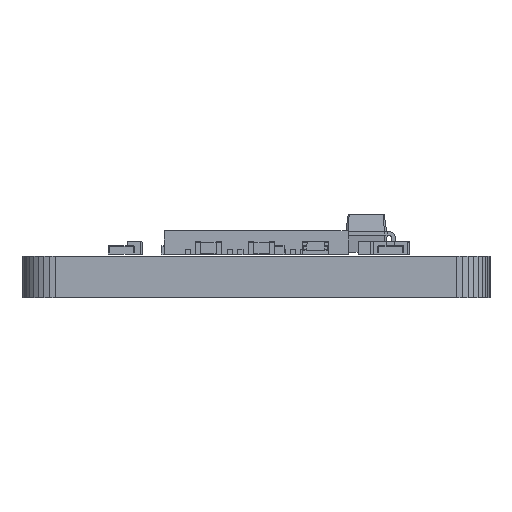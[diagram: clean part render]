
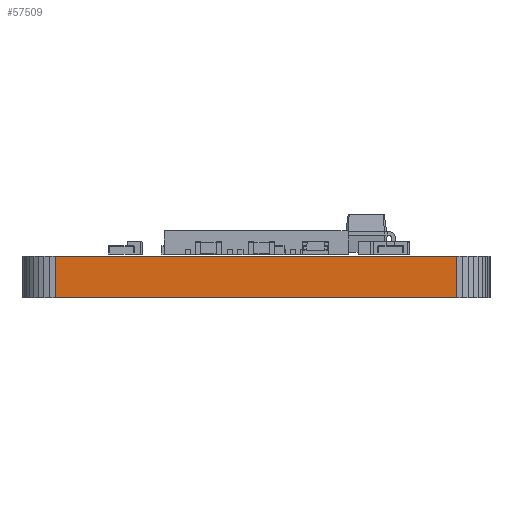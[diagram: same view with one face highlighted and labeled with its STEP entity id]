
A CAD part, front view. The second image highlights one B-rep face of the part: STEP entity #57509.
In plain terms, the highlighted planar face has unit normal (0, -1, 0).
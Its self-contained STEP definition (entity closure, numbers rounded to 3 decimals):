
#46509 = PLANE('',#46510);
#46510 = AXIS2_PLACEMENT_3D('',#46511,#46512,#46513);
#46511 = CARTESIAN_POINT('',(-0.006,5.482,1.58));
#46512 = DIRECTION('',(-0.,-0.,-1.));
#46513 = DIRECTION('',(-1.,0.,0.));
#46563 = PLANE('',#46564);
#46564 = AXIS2_PLACEMENT_3D('',#46565,#46566,#46567);
#46565 = CARTESIAN_POINT('',(-0.006,5.482,0.));
#46566 = DIRECTION('',(-0.,-0.,-1.));
#46567 = DIRECTION('',(-1.,0.,0.));
#47764 = VERTEX_POINT('',#47765);
#47765 = CARTESIAN_POINT('',(7.614,-12.497,0.));
#47779 = PLANE('',#47780);
#47780 = AXIS2_PLACEMENT_3D('',#47781,#47782,#47783);
#47781 = CARTESIAN_POINT('',(7.834,-12.477,0.));
#47782 = DIRECTION('',(0.087,-0.996,0.));
#47783 = DIRECTION('',(-0.996,-0.087,0.));
#47791 = EDGE_CURVE('',#47764,#47792,#47794,.T.);
#47792 = VERTEX_POINT('',#47793);
#47793 = CARTESIAN_POINT('',(-7.626,-12.497,0.));
#47794 = SURFACE_CURVE('',#47795,(#47799,#47806),.PCURVE_S1.);
#47795 = LINE('',#47796,#47797);
#47796 = CARTESIAN_POINT('',(7.614,-12.497,0.));
#47797 = VECTOR('',#47798,1.);
#47798 = DIRECTION('',(-1.,0.,0.));
#47799 = PCURVE('',#46563,#47800);
#47800 = DEFINITIONAL_REPRESENTATION('',(#47801),#47805);
#47801 = LINE('',#47802,#47803);
#47802 = CARTESIAN_POINT('',(-7.62,-17.978));
#47803 = VECTOR('',#47804,1.);
#47804 = DIRECTION('',(1.,0.));
#47805 = ( GEOMETRIC_REPRESENTATION_CONTEXT(2) 
PARAMETRIC_REPRESENTATION_CONTEXT() REPRESENTATION_CONTEXT('2D SPACE',''
  ) );
#47806 = PCURVE('',#47807,#47812);
#47807 = PLANE('',#47808);
#47808 = AXIS2_PLACEMENT_3D('',#47809,#47810,#47811);
#47809 = CARTESIAN_POINT('',(7.614,-12.497,0.));
#47810 = DIRECTION('',(0.,-1.,0.));
#47811 = DIRECTION('',(-1.,0.,0.));
#47812 = DEFINITIONAL_REPRESENTATION('',(#47813),#47817);
#47813 = LINE('',#47814,#47815);
#47814 = CARTESIAN_POINT('',(0.,-0.));
#47815 = VECTOR('',#47816,1.);
#47816 = DIRECTION('',(1.,0.));
#47817 = ( GEOMETRIC_REPRESENTATION_CONTEXT(2) 
PARAMETRIC_REPRESENTATION_CONTEXT() REPRESENTATION_CONTEXT('2D SPACE',''
  ) );
#47835 = PLANE('',#47836);
#47836 = AXIS2_PLACEMENT_3D('',#47837,#47838,#47839);
#47837 = CARTESIAN_POINT('',(-7.626,-12.497,0.));
#47838 = DIRECTION('',(-0.087,-0.996,0.));
#47839 = DIRECTION('',(-0.996,0.087,0.));
#52878 = VERTEX_POINT('',#52879);
#52879 = CARTESIAN_POINT('',(7.614,-12.497,1.58));
#52900 = EDGE_CURVE('',#52878,#52901,#52903,.T.);
#52901 = VERTEX_POINT('',#52902);
#52902 = CARTESIAN_POINT('',(-7.626,-12.497,1.58));
#52903 = SURFACE_CURVE('',#52904,(#52908,#52915),.PCURVE_S1.);
#52904 = LINE('',#52905,#52906);
#52905 = CARTESIAN_POINT('',(7.614,-12.497,1.58));
#52906 = VECTOR('',#52907,1.);
#52907 = DIRECTION('',(-1.,0.,0.));
#52908 = PCURVE('',#46509,#52909);
#52909 = DEFINITIONAL_REPRESENTATION('',(#52910),#52914);
#52910 = LINE('',#52911,#52912);
#52911 = CARTESIAN_POINT('',(-7.62,-17.978));
#52912 = VECTOR('',#52913,1.);
#52913 = DIRECTION('',(1.,0.));
#52914 = ( GEOMETRIC_REPRESENTATION_CONTEXT(2) 
PARAMETRIC_REPRESENTATION_CONTEXT() REPRESENTATION_CONTEXT('2D SPACE',''
  ) );
#52915 = PCURVE('',#47807,#52916);
#52916 = DEFINITIONAL_REPRESENTATION('',(#52917),#52921);
#52917 = LINE('',#52918,#52919);
#52918 = CARTESIAN_POINT('',(0.,-1.58));
#52919 = VECTOR('',#52920,1.);
#52920 = DIRECTION('',(1.,0.));
#52921 = ( GEOMETRIC_REPRESENTATION_CONTEXT(2) 
PARAMETRIC_REPRESENTATION_CONTEXT() REPRESENTATION_CONTEXT('2D SPACE',''
  ) );
#57459 = EDGE_CURVE('',#47792,#52901,#57460,.T.);
#57460 = SURFACE_CURVE('',#57461,(#57465,#57472),.PCURVE_S1.);
#57461 = LINE('',#57462,#57463);
#57462 = CARTESIAN_POINT('',(-7.626,-12.497,0.));
#57463 = VECTOR('',#57464,1.);
#57464 = DIRECTION('',(0.,0.,1.));
#57465 = PCURVE('',#47835,#57466);
#57466 = DEFINITIONAL_REPRESENTATION('',(#57467),#57471);
#57467 = LINE('',#57468,#57469);
#57468 = CARTESIAN_POINT('',(0.,0.));
#57469 = VECTOR('',#57470,1.);
#57470 = DIRECTION('',(0.,-1.));
#57471 = ( GEOMETRIC_REPRESENTATION_CONTEXT(2) 
PARAMETRIC_REPRESENTATION_CONTEXT() REPRESENTATION_CONTEXT('2D SPACE',''
  ) );
#57472 = PCURVE('',#47807,#57473);
#57473 = DEFINITIONAL_REPRESENTATION('',(#57474),#57478);
#57474 = LINE('',#57475,#57476);
#57475 = CARTESIAN_POINT('',(15.24,0.));
#57476 = VECTOR('',#57477,1.);
#57477 = DIRECTION('',(0.,-1.));
#57478 = ( GEOMETRIC_REPRESENTATION_CONTEXT(2) 
PARAMETRIC_REPRESENTATION_CONTEXT() REPRESENTATION_CONTEXT('2D SPACE',''
  ) );
#57509 = ADVANCED_FACE('',(#57510),#47807,.T.);
#57510 = FACE_BOUND('',#57511,.T.);
#57511 = EDGE_LOOP('',(#57512,#57533,#57534,#57535));
#57512 = ORIENTED_EDGE('',*,*,#57513,.T.);
#57513 = EDGE_CURVE('',#47764,#52878,#57514,.T.);
#57514 = SURFACE_CURVE('',#57515,(#57519,#57526),.PCURVE_S1.);
#57515 = LINE('',#57516,#57517);
#57516 = CARTESIAN_POINT('',(7.614,-12.497,0.));
#57517 = VECTOR('',#57518,1.);
#57518 = DIRECTION('',(0.,0.,1.));
#57519 = PCURVE('',#47807,#57520);
#57520 = DEFINITIONAL_REPRESENTATION('',(#57521),#57525);
#57521 = LINE('',#57522,#57523);
#57522 = CARTESIAN_POINT('',(0.,-0.));
#57523 = VECTOR('',#57524,1.);
#57524 = DIRECTION('',(0.,-1.));
#57525 = ( GEOMETRIC_REPRESENTATION_CONTEXT(2) 
PARAMETRIC_REPRESENTATION_CONTEXT() REPRESENTATION_CONTEXT('2D SPACE',''
  ) );
#57526 = PCURVE('',#47779,#57527);
#57527 = DEFINITIONAL_REPRESENTATION('',(#57528),#57532);
#57528 = LINE('',#57529,#57530);
#57529 = CARTESIAN_POINT('',(0.221,0.));
#57530 = VECTOR('',#57531,1.);
#57531 = DIRECTION('',(0.,-1.));
#57532 = ( GEOMETRIC_REPRESENTATION_CONTEXT(2) 
PARAMETRIC_REPRESENTATION_CONTEXT() REPRESENTATION_CONTEXT('2D SPACE',''
  ) );
#57533 = ORIENTED_EDGE('',*,*,#52900,.T.);
#57534 = ORIENTED_EDGE('',*,*,#57459,.F.);
#57535 = ORIENTED_EDGE('',*,*,#47791,.F.);
